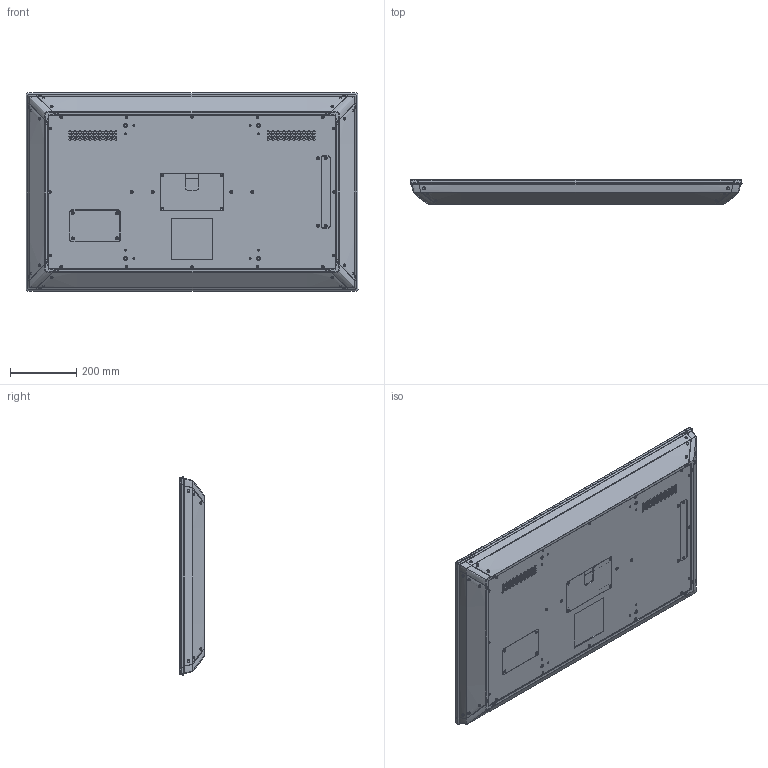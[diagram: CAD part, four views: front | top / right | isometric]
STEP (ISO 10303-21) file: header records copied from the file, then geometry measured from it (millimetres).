
FILE_DESCRIPTION (( 'STEP AP214' ), '1' );
FILE_NAME ('43 Presenter.STEP', '2020-09-14T15:59:40', ( '' ), ( '' ), 'SwSTEP 2.0', 'SolidWorks 2019', '' );
FILE_SCHEMA (( 'AUTOMOTIVE_DESIGN' ));
Length unit declared in the file: inch
Products named in the file (3): 43 Presenter
Assembly tree (1 placements, depth 2):
  43 Presenter
  43 Presenter
    43 Presenter
Bounding box: 998.74 x 74.56 x 595.84 mm (x, y, z)
Volume: 38824791.7 mm3; surface area: 1430934.1 mm2
Topology: 1 solids, 1 shells, 2580 faces, 6531 edges, 4167 vertices
Faces by surface type: plane 1700, bspline 392, cylinder 308, cone 144, sphere 36
Entity records: 161380 total; most frequent: CARTESIAN_POINT 102065, ORIENTED_EDGE 12958, DIRECTION 10794, EDGE_CURVE 6479, VECTOR 4336, LINE 4336, VERTEX_POINT 4167, AXIS2_PLACEMENT_3D 3229
